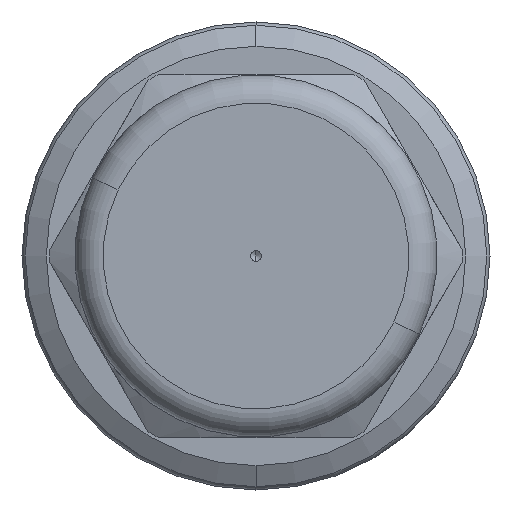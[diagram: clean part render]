
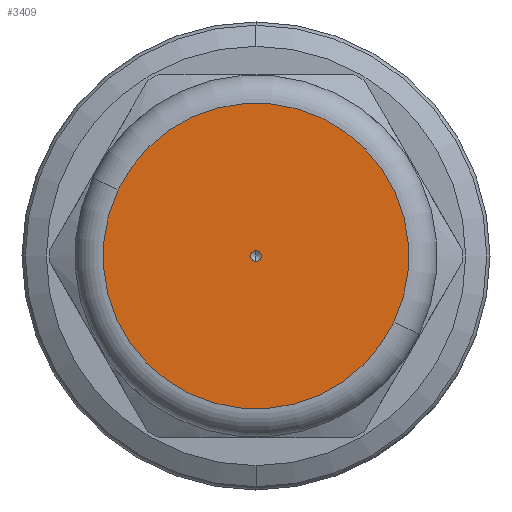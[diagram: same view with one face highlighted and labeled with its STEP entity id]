
A CAD part, left-side view. The second image highlights one B-rep face of the part: STEP entity #3409.
In plain terms, the highlighted planar face has unit normal (-1, 0, 0).
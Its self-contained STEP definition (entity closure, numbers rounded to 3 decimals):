
#1101 = EDGE_CURVE ( 'NONE', #4758, #14272, #11789, .T. ) ;
#1302 = CIRCLE ( 'NONE', #14059, 17.35 ) ;
#2234 = ORIENTED_EDGE ( 'NONE', *, *, #1101, .T. ) ;
#2663 = CARTESIAN_POINT ( 'NONE',  ( -44.4, 0.541, 0.259 ) ) ;
#3409 = ADVANCED_FACE ( 'NONE', ( #13847, #10805 ), #10729, .T. ) ;
#3469 = ORIENTED_EDGE ( 'NONE', *, *, #13176, .F. ) ;
#3614 = EDGE_CURVE ( 'NONE', #14272, #4758, #6294, .T. ) ;
#3690 = AXIS2_PLACEMENT_3D ( 'NONE', #10862, #4983, #3845 ) ;
#3845 = DIRECTION ( 'NONE',  ( 0., -0.902, -0.432 ) ) ;
#4022 = EDGE_LOOP ( 'NONE', ( #3469, #9704 ) ) ;
#4052 = VERTEX_POINT ( 'NONE', #5011 ) ;
#4325 = AXIS2_PLACEMENT_3D ( 'NONE', #13360, #7540, #6481 ) ;
#4363 = CIRCLE ( 'NONE', #13943, 17.35 ) ;
#4758 = VERTEX_POINT ( 'NONE', #2663 ) ;
#4890 = DIRECTION ( 'NONE',  ( -1., 0., 0. ) ) ;
#4946 = CARTESIAN_POINT ( 'NONE',  ( -44.4, -0.541, -0.259 ) ) ;
#4983 = DIRECTION ( 'NONE',  ( 1., 0., 0. ) ) ;
#5011 = CARTESIAN_POINT ( 'NONE',  ( -44.4, 15.651, 7.488 ) ) ;
#5176 = EDGE_LOOP ( 'NONE', ( #8925, #2234 ) ) ;
#5557 = AXIS2_PLACEMENT_3D ( 'NONE', #4946, #4890, #12922 ) ;
#6294 = CIRCLE ( 'NONE', #4325, 0.6 ) ;
#6481 = DIRECTION ( 'NONE',  ( 0., -0.902, -0.432 ) ) ;
#6775 = DIRECTION ( 'NONE',  ( 0., -0.902, -0.432 ) ) ;
#7540 = DIRECTION ( 'NONE',  ( 1., 0., 0. ) ) ;
#8002 = DIRECTION ( 'NONE',  ( 0., -0.902, -0.432 ) ) ;
#8503 = CARTESIAN_POINT ( 'NONE',  ( -44.4, -15.651, -7.488 ) ) ;
#8772 = VERTEX_POINT ( 'NONE', #8503 ) ;
#8925 = ORIENTED_EDGE ( 'NONE', *, *, #3614, .T. ) ;
#9086 = DIRECTION ( 'NONE',  ( 1., 0., 0. ) ) ;
#9704 = ORIENTED_EDGE ( 'NONE', *, *, #13952, .F. ) ;
#10729 = PLANE ( 'NONE',  #5557 ) ;
#10805 = FACE_OUTER_BOUND ( 'NONE', #4022, .T. ) ;
#10862 = CARTESIAN_POINT ( 'NONE',  ( -44.4, 0., 0. ) ) ;
#11789 = CIRCLE ( 'NONE', #3690, 0.6 ) ;
#12464 = CARTESIAN_POINT ( 'NONE',  ( -44.4, -0.541, -0.259 ) ) ;
#12922 = DIRECTION ( 'NONE',  ( 0., 0.902, 0.432 ) ) ;
#13176 = EDGE_CURVE ( 'NONE', #8772, #4052, #4363, .T. ) ;
#13360 = CARTESIAN_POINT ( 'NONE',  ( -44.4, 0., 0. ) ) ;
#13697 = CARTESIAN_POINT ( 'NONE',  ( -44.4, 0., 0. ) ) ;
#13847 = FACE_BOUND ( 'NONE', #5176, .T. ) ;
#13943 = AXIS2_PLACEMENT_3D ( 'NONE', #13697, #9086, #6775 ) ;
#13952 = EDGE_CURVE ( 'NONE', #4052, #8772, #1302, .T. ) ;
#14059 = AXIS2_PLACEMENT_3D ( 'NONE', #14846, #14704, #8002 ) ;
#14272 = VERTEX_POINT ( 'NONE', #12464 ) ;
#14704 = DIRECTION ( 'NONE',  ( 1., 0., 0. ) ) ;
#14846 = CARTESIAN_POINT ( 'NONE',  ( -44.4, 0., 0. ) ) ;
